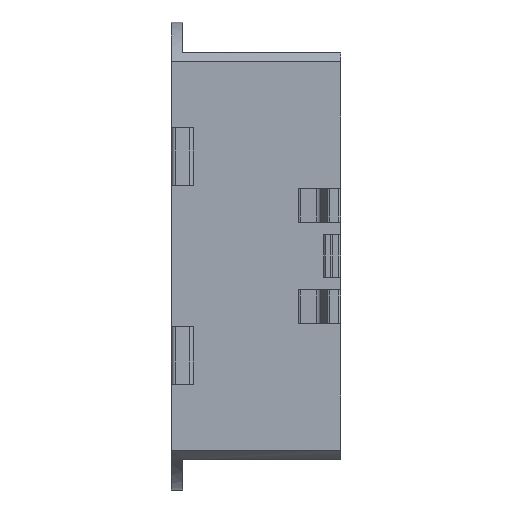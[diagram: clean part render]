
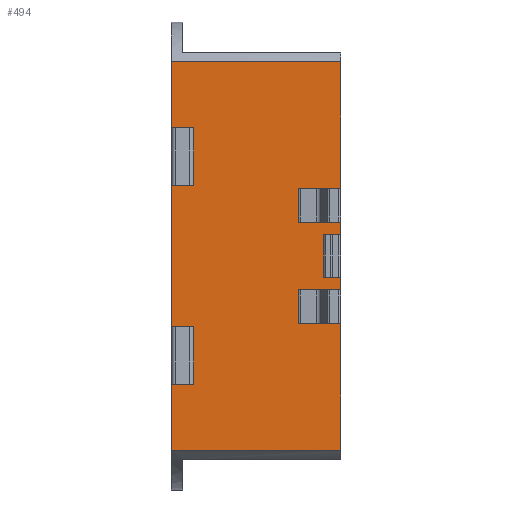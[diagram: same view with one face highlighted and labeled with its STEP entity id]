
A CAD part, left-side view. The second image highlights one B-rep face of the part: STEP entity #494.
In plain terms, the highlighted planar face has unit normal (-1, 0, 0).
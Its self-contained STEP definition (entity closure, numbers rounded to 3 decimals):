
#494=ADVANCED_FACE('',(#821),#822,.T.);
#821=FACE_OUTER_BOUND('',#1248,.T.);
#822=PLANE('',#1249);
#1248=EDGE_LOOP('',(#2410,#2411,#2412,#2413,#2414,#2415,#2416,#2417,#2418,#2419,#2420,#2421,#2422,#2423,#2424,#2425,#2426,#2427,#2428,#2429,#2430,#2431,#2432,#2433));
#1249=AXIS2_PLACEMENT_3D('',#2434,#2435,#2436);
#2410=ORIENTED_EDGE('',*,*,#3698,.F.);
#2411=ORIENTED_EDGE('',*,*,#3580,.T.);
#2412=ORIENTED_EDGE('',*,*,#3699,.T.);
#2413=ORIENTED_EDGE('',*,*,#3700,.F.);
#2414=ORIENTED_EDGE('',*,*,#3701,.F.);
#2415=ORIENTED_EDGE('',*,*,#3576,.T.);
#2416=ORIENTED_EDGE('',*,*,#3702,.T.);
#2417=ORIENTED_EDGE('',*,*,#3703,.F.);
#2418=ORIENTED_EDGE('',*,*,#3704,.F.);
#2419=ORIENTED_EDGE('',*,*,#3705,.T.);
#2420=ORIENTED_EDGE('',*,*,#3706,.T.);
#2421=ORIENTED_EDGE('',*,*,#3707,.F.);
#2422=ORIENTED_EDGE('',*,*,#3708,.F.);
#2423=ORIENTED_EDGE('',*,*,#3709,.T.);
#2424=ORIENTED_EDGE('',*,*,#3710,.T.);
#2425=ORIENTED_EDGE('',*,*,#3711,.F.);
#2426=ORIENTED_EDGE('',*,*,#3712,.F.);
#2427=ORIENTED_EDGE('',*,*,#3587,.T.);
#2428=ORIENTED_EDGE('',*,*,#3531,.T.);
#2429=ORIENTED_EDGE('',*,*,#3713,.F.);
#2430=ORIENTED_EDGE('',*,*,#3714,.F.);
#2431=ORIENTED_EDGE('',*,*,#3584,.T.);
#2432=ORIENTED_EDGE('',*,*,#3627,.T.);
#2433=ORIENTED_EDGE('',*,*,#3693,.F.);
#2434=CARTESIAN_POINT('',(0.0,-40.0,-55.3));
#2435=DIRECTION('',(-1.0,0.0,0.0));
#2436=DIRECTION('',(0.0,0.0,1.0));
#3531=EDGE_CURVE('',#4303,#4301,#4304,.T.);
#3576=EDGE_CURVE('',#4390,#4388,#4391,.T.);
#3580=EDGE_CURVE('',#4398,#4396,#4399,.T.);
#3584=EDGE_CURVE('',#4406,#4404,#4407,.T.);
#3587=EDGE_CURVE('',#4411,#4303,#4412,.T.);
#3627=EDGE_CURVE('',#4404,#4482,#4484,.T.);
#3693=EDGE_CURVE('',#4596,#4482,#4598,.T.);
#3698=EDGE_CURVE('',#4398,#4596,#4605,.T.);
#3699=EDGE_CURVE('',#4396,#4606,#4607,.T.);
#3700=EDGE_CURVE('',#4608,#4606,#4609,.T.);
#3701=EDGE_CURVE('',#4390,#4608,#4610,.T.);
#3702=EDGE_CURVE('',#4388,#4611,#4612,.T.);
#3703=EDGE_CURVE('',#4613,#4611,#4614,.T.);
#3704=EDGE_CURVE('',#4615,#4613,#4616,.T.);
#3705=EDGE_CURVE('',#4615,#4617,#4618,.T.);
#3706=EDGE_CURVE('',#4617,#4619,#4620,.T.);
#3707=EDGE_CURVE('',#4621,#4619,#4622,.T.);
#3708=EDGE_CURVE('',#4623,#4621,#4624,.T.);
#3709=EDGE_CURVE('',#4623,#4625,#4626,.T.);
#3710=EDGE_CURVE('',#4625,#4627,#4628,.T.);
#3711=EDGE_CURVE('',#4629,#4627,#4630,.T.);
#3712=EDGE_CURVE('',#4411,#4629,#4631,.T.);
#3713=EDGE_CURVE('',#4632,#4301,#4633,.T.);
#3714=EDGE_CURVE('',#4406,#4632,#4634,.T.);
#4301=VERTEX_POINT('',#5559);
#4303=VERTEX_POINT('',#5562);
#4304=LINE('',#5563,#5564);
#4388=VERTEX_POINT('',#5680);
#4390=VERTEX_POINT('',#5682);
#4391=LINE('',#5683,#5684);
#4396=VERTEX_POINT('',#5691);
#4398=VERTEX_POINT('',#5694);
#4399=LINE('',#5695,#5696);
#4404=VERTEX_POINT('',#5703);
#4406=VERTEX_POINT('',#5706);
#4407=LINE('',#5707,#5708);
#4411=VERTEX_POINT('',#5714);
#4412=LINE('',#5715,#5716);
#4482=VERTEX_POINT('',#5814);
#4484=LINE('',#5817,#5818);
#4596=VERTEX_POINT('',#5980);
#4598=LINE('',#5983,#5984);
#4605=LINE('',#5993,#5994);
#4606=VERTEX_POINT('',#5995);
#4607=LINE('',#5996,#5997);
#4608=VERTEX_POINT('',#5998);
#4609=LINE('',#5999,#6000);
#4610=LINE('',#6001,#6002);
#4611=VERTEX_POINT('',#6003);
#4612=LINE('',#6004,#6005);
#4613=VERTEX_POINT('',#6006);
#4614=LINE('',#6007,#6008);
#4615=VERTEX_POINT('',#6009);
#4616=LINE('',#6010,#6011);
#4617=VERTEX_POINT('',#6012);
#4618=LINE('',#6013,#6014);
#4619=VERTEX_POINT('',#6015);
#4620=LINE('',#6016,#6017);
#4621=VERTEX_POINT('',#6018);
#4622=LINE('',#6019,#6020);
#4623=VERTEX_POINT('',#6021);
#4624=LINE('',#6022,#6023);
#4625=VERTEX_POINT('',#6024);
#4626=LINE('',#6025,#6026);
#4627=VERTEX_POINT('',#6027);
#4628=LINE('',#6028,#6029);
#4629=VERTEX_POINT('',#6030);
#4630=LINE('',#6031,#6032);
#4631=LINE('',#6033,#6034);
#4632=VERTEX_POINT('',#6035);
#4633=LINE('',#6036,#6037);
#4634=LINE('',#6038,#6039);
#5559=CARTESIAN_POINT('',(0.0,-30.0,-16.0));
#5562=CARTESIAN_POINT('',(0.0,-40.0,-16.0));
#5563=CARTESIAN_POINT('',(0.0,-40.0,-16.0));
#5564=VECTOR('',#6865,1.0);
#5680=CARTESIAN_POINT('',(0.,-40.0,45.9));
#5682=CARTESIAN_POINT('',(0.0,-40.0,16.0));
#5683=CARTESIAN_POINT('',(0.0,-40.0,-55.3));
#5684=VECTOR('',#6934,1.0);
#5691=CARTESIAN_POINT('',(0.0,-40.0,8.0));
#5694=CARTESIAN_POINT('',(0.0,-40.0,5.0));
#5695=CARTESIAN_POINT('',(0.0,-40.0,-55.3));
#5696=VECTOR('',#6938,1.0);
#5703=CARTESIAN_POINT('',(0.0,-40.0,-5.0));
#5706=CARTESIAN_POINT('',(0.0,-40.0,-8.0));
#5707=CARTESIAN_POINT('',(0.0,-40.0,-55.3));
#5708=VECTOR('',#6942,1.0);
#5714=CARTESIAN_POINT('',(0.0,-40.0,-45.9));
#5715=CARTESIAN_POINT('',(0.0,-40.0,-55.3));
#5716=VECTOR('',#6945,1.0);
#5814=CARTESIAN_POINT('',(0.0,-38.0,-5.0));
#5817=CARTESIAN_POINT('',(0.0,-40.0,-5.0));
#5818=VECTOR('',#7008,1.0);
#5980=CARTESIAN_POINT('',(0.0,-38.0,5.0));
#5983=CARTESIAN_POINT('',(0.0,-38.0,5.0));
#5984=VECTOR('',#7102,1.0);
#5993=CARTESIAN_POINT('',(0.0,-40.0,5.0));
#5994=VECTOR('',#7111,1.0);
#5995=CARTESIAN_POINT('',(0.0,-30.0,8.0));
#5996=CARTESIAN_POINT('',(0.0,-40.0,8.0));
#5997=VECTOR('',#7112,1.0);
#5998=CARTESIAN_POINT('',(0.0,-30.0,16.0));
#5999=CARTESIAN_POINT('',(0.0,-30.0,16.0));
#6000=VECTOR('',#7113,1.0);
#6001=CARTESIAN_POINT('',(0.0,-40.0,16.0));
#6002=VECTOR('',#7114,1.0);
#6003=CARTESIAN_POINT('',(0.,0.0,45.9));
#6004=CARTESIAN_POINT('',(0.,-45.0,45.9));
#6005=VECTOR('',#7115,1.0);
#6006=CARTESIAN_POINT('',(0.0,0.,30.3));
#6007=CARTESIAN_POINT('',(0.0,0.0,-55.3));
#6008=VECTOR('',#7116,1.0);
#6009=CARTESIAN_POINT('',(0.0,-2.7,30.3));
#6010=CARTESIAN_POINT('',(0.0,-2.7,30.3));
#6011=VECTOR('',#7117,1.0);
#6012=CARTESIAN_POINT('',(0.0,-2.7,16.7));
#6013=CARTESIAN_POINT('',(0.0,-2.7,30.3));
#6014=VECTOR('',#7118,1.0);
#6015=CARTESIAN_POINT('',(0.0,0.,16.7));
#6016=CARTESIAN_POINT('',(0.0,-2.7,16.7));
#6017=VECTOR('',#7119,1.0);
#6018=CARTESIAN_POINT('',(0.0,0.0,-16.7));
#6019=CARTESIAN_POINT('',(0.0,0.0,-55.3));
#6020=VECTOR('',#7120,1.0);
#6021=CARTESIAN_POINT('',(0.0,-2.7,-16.7));
#6022=CARTESIAN_POINT('',(0.0,-2.7,-16.7));
#6023=VECTOR('',#7121,1.0);
#6024=CARTESIAN_POINT('',(0.0,-2.7,-30.3));
#6025=CARTESIAN_POINT('',(0.0,-2.7,-16.7));
#6026=VECTOR('',#7122,1.0);
#6027=CARTESIAN_POINT('',(0.0,0.,-30.3));
#6028=CARTESIAN_POINT('',(0.0,-2.7,-30.3));
#6029=VECTOR('',#7123,1.0);
#6030=CARTESIAN_POINT('',(0.0,0.0,-45.9));
#6031=CARTESIAN_POINT('',(0.0,0.0,-55.3));
#6032=VECTOR('',#7124,1.0);
#6033=CARTESIAN_POINT('',(0.0,-45.0,-45.9));
#6034=VECTOR('',#7125,1.0);
#6035=CARTESIAN_POINT('',(0.0,-30.0,-8.0));
#6036=CARTESIAN_POINT('',(0.0,-30.0,-8.0));
#6037=VECTOR('',#7126,1.0);
#6038=CARTESIAN_POINT('',(0.0,-40.0,-8.0));
#6039=VECTOR('',#7127,1.0);
#6865=DIRECTION('',(0.0,1.0,0.0));
#6934=DIRECTION('',(0.0,0.0,1.0));
#6938=DIRECTION('',(0.0,0.0,1.0));
#6942=DIRECTION('',(0.0,0.0,1.0));
#6945=DIRECTION('',(0.0,0.0,1.0));
#7008=DIRECTION('',(0.0,1.0,0.0));
#7102=DIRECTION('',(0.0,0.0,-1.0));
#7111=DIRECTION('',(0.0,1.0,0.0));
#7112=DIRECTION('',(0.0,1.0,0.0));
#7113=DIRECTION('',(0.0,0.0,-1.0));
#7114=DIRECTION('',(0.0,1.0,0.0));
#7115=DIRECTION('',(0.0,1.0,0.0));
#7116=DIRECTION('',(0.0,0.0,1.0));
#7117=DIRECTION('',(0.0,1.0,0.0));
#7118=DIRECTION('',(0.0,0.0,-1.0));
#7119=DIRECTION('',(0.0,1.0,0.0));
#7120=DIRECTION('',(0.0,0.0,1.0));
#7121=DIRECTION('',(0.0,1.0,0.0));
#7122=DIRECTION('',(0.0,0.0,-1.0));
#7123=DIRECTION('',(0.0,1.0,0.0));
#7124=DIRECTION('',(0.0,0.0,1.0));
#7125=DIRECTION('',(0.0,1.0,0.0));
#7126=DIRECTION('',(0.0,0.0,-1.0));
#7127=DIRECTION('',(0.0,1.0,0.0));
